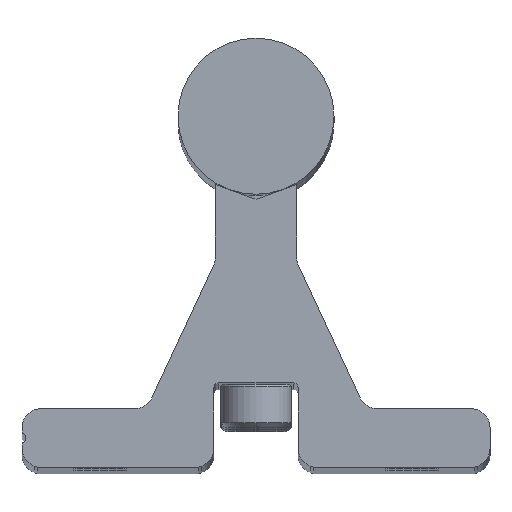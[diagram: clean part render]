
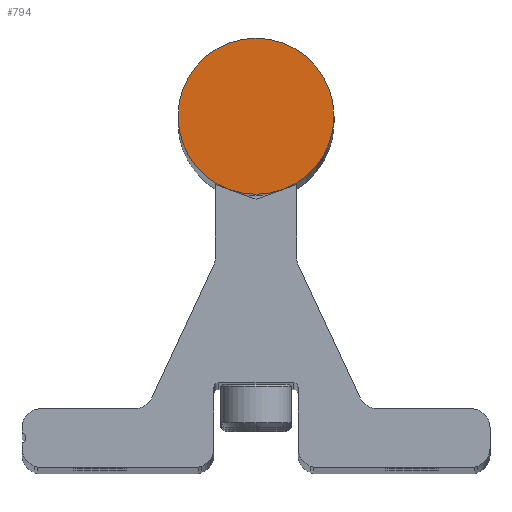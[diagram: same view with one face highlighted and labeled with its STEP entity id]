
A CAD part, top view. The second image highlights one B-rep face of the part: STEP entity #794.
In plain terms, the highlighted planar face has unit normal (0, 0, 1).
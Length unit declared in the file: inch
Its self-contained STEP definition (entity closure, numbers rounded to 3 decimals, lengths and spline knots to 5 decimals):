
#40 = EDGE_CURVE ( 'NONE', #3453, #4526, #725, .T. ) ;
#306 = EDGE_CURVE ( 'NONE', #4526, #3453, #886, .T. ) ;
#725 = CIRCLE ( 'NONE', #2499, 0.25 ) ;
#739 = FACE_OUTER_BOUND ( 'NONE', #4421, .T. ) ;
#794 = ADVANCED_FACE ( 'NONE', ( #739 ), #3877, .T. ) ;
#818 = DIRECTION ( 'NONE',  ( 1., 0., 0. ) ) ;
#886 = CIRCLE ( 'NONE', #2587, 0.25 ) ;
#1065 = AXIS2_PLACEMENT_3D ( 'NONE', #1584, #3110, #818 ) ;
#1584 = CARTESIAN_POINT ( 'NONE',  ( 0., 1.125, 0. ) ) ;
#1747 = DIRECTION ( 'NONE',  ( 0., 0., 1. ) ) ;
#2277 = ORIENTED_EDGE ( 'NONE', *, *, #40, .T. ) ;
#2278 = CARTESIAN_POINT ( 'NONE',  ( 0.25, 1.125, 0. ) ) ;
#2499 = AXIS2_PLACEMENT_3D ( 'NONE', #4727, #1747, #4419 ) ;
#2587 = AXIS2_PLACEMENT_3D ( 'NONE', #4960, #4189, #4289 ) ;
#3110 = DIRECTION ( 'NONE',  ( 0., 0., 1. ) ) ;
#3453 = VERTEX_POINT ( 'NONE', #4269 ) ;
#3877 = PLANE ( 'NONE',  #1065 ) ;
#4189 = DIRECTION ( 'NONE',  ( 0., 0., 1. ) ) ;
#4269 = CARTESIAN_POINT ( 'NONE',  ( -0.25, 1.125, 0. ) ) ;
#4289 = DIRECTION ( 'NONE',  ( 1., 0., 0. ) ) ;
#4324 = ORIENTED_EDGE ( 'NONE', *, *, #306, .T. ) ;
#4419 = DIRECTION ( 'NONE',  ( 1., 0., 0. ) ) ;
#4421 = EDGE_LOOP ( 'NONE', ( #4324, #2277 ) ) ;
#4526 = VERTEX_POINT ( 'NONE', #2278 ) ;
#4727 = CARTESIAN_POINT ( 'NONE',  ( 0., 1.125, 0. ) ) ;
#4960 = CARTESIAN_POINT ( 'NONE',  ( 0., 1.125, 0. ) ) ;
